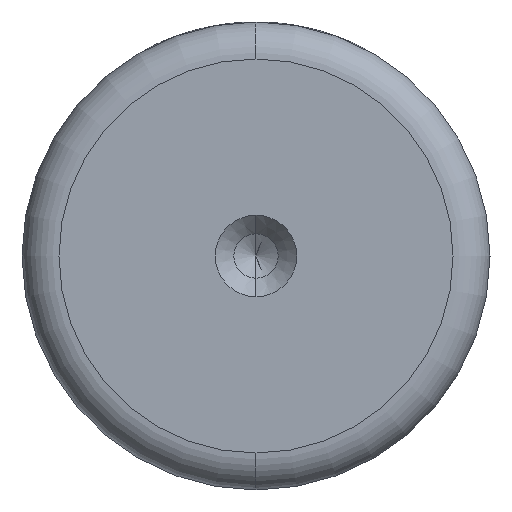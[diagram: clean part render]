
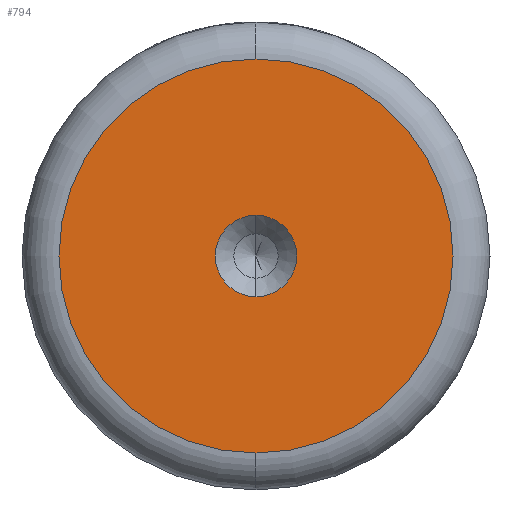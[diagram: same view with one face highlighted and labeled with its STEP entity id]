
A CAD part, left-side view. The second image highlights one B-rep face of the part: STEP entity #794.
In plain terms, the highlighted planar face has unit normal (-1, 0, 0).
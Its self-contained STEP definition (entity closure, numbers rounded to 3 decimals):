
#48 = CARTESIAN_POINT ( 'NONE',  ( 0., 0., 0. ) ) ;
#60 = CIRCLE ( 'NONE', #1313, 16. ) ;
#71 = CARTESIAN_POINT ( 'NONE',  ( 0., 0., 0. ) ) ;
#101 = EDGE_CURVE ( 'NONE', #411, #208, #60, .T. ) ;
#171 = DIRECTION ( 'NONE',  ( 0., 0., 1. ) ) ;
#186 = DIRECTION ( 'NONE',  ( -1., 0., 0. ) ) ;
#194 = DIRECTION ( 'NONE',  ( 0., 0., 1. ) ) ;
#208 = VERTEX_POINT ( 'NONE', #1229 ) ;
#230 = EDGE_LOOP ( 'NONE', ( #313, #327 ) ) ;
#313 = ORIENTED_EDGE ( 'NONE', *, *, #844, .F. ) ;
#327 = ORIENTED_EDGE ( 'NONE', *, *, #1298, .F. ) ;
#368 = FACE_BOUND ( 'NONE', #230, .T. ) ;
#392 = EDGE_LOOP ( 'NONE', ( #1076, #432 ) ) ;
#411 = VERTEX_POINT ( 'NONE', #1407 ) ;
#432 = ORIENTED_EDGE ( 'NONE', *, *, #1274, .T. ) ;
#544 = CARTESIAN_POINT ( 'NONE',  ( 0., 0., -3.3 ) ) ;
#586 = CARTESIAN_POINT ( 'NONE',  ( 0., 0., 0. ) ) ;
#637 = CARTESIAN_POINT ( 'NONE',  ( 0., 0., 0. ) ) ;
#645 = DIRECTION ( 'NONE',  ( -1., 0., 0. ) ) ;
#686 = DIRECTION ( 'NONE',  ( 0., 0., 1. ) ) ;
#757 = AXIS2_PLACEMENT_3D ( 'NONE', #71, #854, #194 ) ;
#794 = ADVANCED_FACE ( 'NONE', ( #368, #1218 ), #847, .T. ) ;
#814 = CIRCLE ( 'NONE', #1188, 16. ) ;
#831 = DIRECTION ( 'NONE',  ( -1., 0., 0. ) ) ;
#844 = EDGE_CURVE ( 'NONE', #910, #927, #902, .T. ) ;
#847 = PLANE ( 'NONE',  #1323 ) ;
#854 = DIRECTION ( 'NONE',  ( -1., 0., 0. ) ) ;
#902 = CIRCLE ( 'NONE', #1403, 3.3 ) ;
#910 = VERTEX_POINT ( 'NONE', #1183 ) ;
#927 = VERTEX_POINT ( 'NONE', #544 ) ;
#954 = DIRECTION ( 'NONE',  ( 0., 0., 1. ) ) ;
#1076 = ORIENTED_EDGE ( 'NONE', *, *, #101, .T. ) ;
#1183 = CARTESIAN_POINT ( 'NONE',  ( 0., 0., 3.3 ) ) ;
#1188 = AXIS2_PLACEMENT_3D ( 'NONE', #48, #831, #171 ) ;
#1218 = FACE_OUTER_BOUND ( 'NONE', #392, .T. ) ;
#1229 = CARTESIAN_POINT ( 'NONE',  ( 0., 0., -16. ) ) ;
#1274 = EDGE_CURVE ( 'NONE', #208, #411, #814, .T. ) ;
#1278 = CARTESIAN_POINT ( 'NONE',  ( 0., 0., 0. ) ) ;
#1298 = EDGE_CURVE ( 'NONE', #927, #910, #1389, .T. ) ;
#1313 = AXIS2_PLACEMENT_3D ( 'NONE', #586, #1327, #686 ) ;
#1323 = AXIS2_PLACEMENT_3D ( 'NONE', #637, #186, #954 ) ;
#1327 = DIRECTION ( 'NONE',  ( -1., 0., 0. ) ) ;
#1389 = CIRCLE ( 'NONE', #757, 3.3 ) ;
#1391 = DIRECTION ( 'NONE',  ( 0., 0., 1. ) ) ;
#1403 = AXIS2_PLACEMENT_3D ( 'NONE', #1278, #645, #1391 ) ;
#1407 = CARTESIAN_POINT ( 'NONE',  ( 0., 0., 16. ) ) ;
